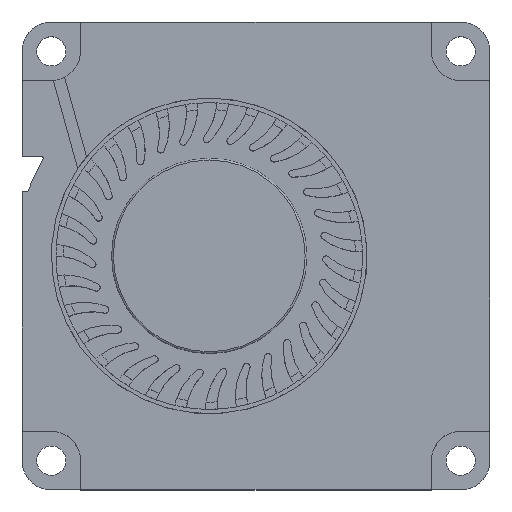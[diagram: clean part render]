
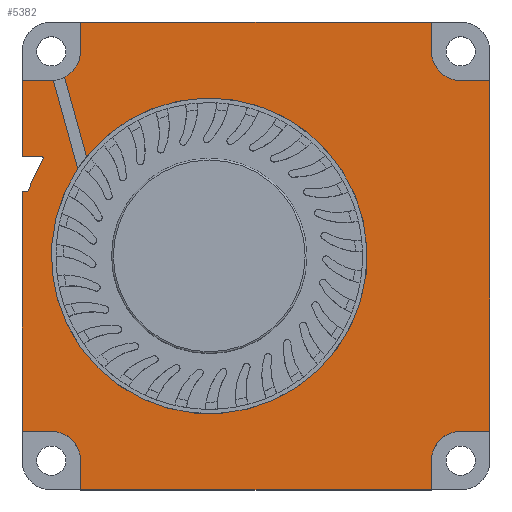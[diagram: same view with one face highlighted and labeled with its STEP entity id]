
A CAD part, top view. The second image highlights one B-rep face of the part: STEP entity #5382.
In plain terms, the highlighted planar face has unit normal (0, 0, 1).
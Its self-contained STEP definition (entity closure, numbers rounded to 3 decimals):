
#70=PLANE('',#5742);
#224=FACE_OUTER_BOUND('',#526,.T.);
#526=EDGE_LOOP('',(#3680,#3681,#3682,#3683,#3684,#3685,#3686,#3687,#3688,
#3689,#3690,#3691,#3692,#3693,#3694,#3695,#3696,#3697,#3698,#3699,#3700,
#3701,#3702,#3703,#3704,#3705));
#867=LINE('',#8586,#1250);
#873=LINE('',#8607,#1256);
#877=LINE('',#8616,#1260);
#880=LINE('',#8627,#1263);
#881=LINE('',#8628,#1264);
#882=LINE('',#8630,#1265);
#883=LINE('',#8632,#1266);
#884=LINE('',#8634,#1267);
#885=LINE('',#8638,#1268);
#886=LINE('',#8640,#1269);
#887=LINE('',#8642,#1270);
#888=LINE('',#8646,#1271);
#889=LINE('',#8648,#1272);
#890=LINE('',#8650,#1273);
#891=LINE('',#8654,#1274);
#892=LINE('',#8656,#1275);
#893=LINE('',#8658,#1276);
#1250=VECTOR('',#6679,10.);
#1256=VECTOR('',#6699,10.);
#1260=VECTOR('',#6705,10.);
#1263=VECTOR('',#6718,10.);
#1264=VECTOR('',#6719,10.);
#1265=VECTOR('',#6720,10.);
#1266=VECTOR('',#6721,10.);
#1267=VECTOR('',#6722,10.);
#1268=VECTOR('',#6725,10.);
#1269=VECTOR('',#6726,10.);
#1270=VECTOR('',#6727,10.);
#1271=VECTOR('',#6730,10.);
#1272=VECTOR('',#6731,10.);
#1273=VECTOR('',#6732,10.);
#1274=VECTOR('',#6735,10.);
#1275=VECTOR('',#6736,10.);
#1276=VECTOR('',#6737,10.);
#1610=CIRCLE('',#5728,0.15);
#1612=CIRCLE('',#5732,0.15);
#1615=CIRCLE('',#5736,16.447);
#1618=CIRCLE('',#5743,2.5);
#1619=CIRCLE('',#5744,2.5);
#1620=CIRCLE('',#5745,2.5);
#1621=CIRCLE('',#5746,2.5);
#1622=CIRCLE('',#5747,2.5);
#1623=CIRCLE('',#5748,13.5);
#2115=VERTEX_POINT('',#8576);
#2116=VERTEX_POINT('',#8577);
#2119=VERTEX_POINT('',#8585);
#2121=VERTEX_POINT('',#8591);
#2122=VERTEX_POINT('',#8592);
#2125=VERTEX_POINT('',#8603);
#2127=VERTEX_POINT('',#8606);
#2129=VERTEX_POINT('',#8612);
#2131=VERTEX_POINT('',#8615);
#2133=VERTEX_POINT('',#8624);
#2134=VERTEX_POINT('',#8626);
#2135=VERTEX_POINT('',#8629);
#2136=VERTEX_POINT('',#8631);
#2137=VERTEX_POINT('',#8633);
#2138=VERTEX_POINT('',#8635);
#2139=VERTEX_POINT('',#8637);
#2140=VERTEX_POINT('',#8639);
#2141=VERTEX_POINT('',#8641);
#2142=VERTEX_POINT('',#8643);
#2143=VERTEX_POINT('',#8645);
#2144=VERTEX_POINT('',#8647);
#2145=VERTEX_POINT('',#8649);
#2146=VERTEX_POINT('',#8651);
#2147=VERTEX_POINT('',#8653);
#2148=VERTEX_POINT('',#8655);
#2149=VERTEX_POINT('',#8657);
#2725=EDGE_CURVE('',#2115,#2116,#1610,.T.);
#2729=EDGE_CURVE('',#2119,#2116,#867,.T.);
#2732=EDGE_CURVE('',#2121,#2122,#1612,.T.);
#2737=EDGE_CURVE('',#2115,#2122,#1615,.T.);
#2739=EDGE_CURVE('',#2127,#2125,#873,.T.);
#2743=EDGE_CURVE('',#2131,#2129,#877,.T.);
#2748=EDGE_CURVE('',#2133,#2125,#1618,.T.);
#2749=EDGE_CURVE('',#2133,#2134,#880,.T.);
#2750=EDGE_CURVE('',#2134,#2119,#881,.T.);
#2751=EDGE_CURVE('',#2121,#2135,#882,.T.);
#2752=EDGE_CURVE('',#2135,#2136,#883,.T.);
#2753=EDGE_CURVE('',#2136,#2137,#884,.T.);
#2754=EDGE_CURVE('',#2138,#2137,#1619,.T.);
#2755=EDGE_CURVE('',#2138,#2139,#885,.T.);
#2756=EDGE_CURVE('',#2139,#2140,#886,.T.);
#2757=EDGE_CURVE('',#2140,#2141,#887,.T.);
#2758=EDGE_CURVE('',#2142,#2141,#1620,.T.);
#2759=EDGE_CURVE('',#2142,#2143,#888,.T.);
#2760=EDGE_CURVE('',#2143,#2144,#889,.T.);
#2761=EDGE_CURVE('',#2144,#2145,#890,.T.);
#2762=EDGE_CURVE('',#2146,#2145,#1621,.T.);
#2763=EDGE_CURVE('',#2146,#2147,#891,.T.);
#2764=EDGE_CURVE('',#2147,#2148,#892,.T.);
#2765=EDGE_CURVE('',#2148,#2149,#893,.T.);
#2766=EDGE_CURVE('',#2131,#2149,#1622,.T.);
#2767=EDGE_CURVE('',#2129,#2127,#1623,.T.);
#3680=ORIENTED_EDGE('',*,*,#2739,.T.);
#3681=ORIENTED_EDGE('',*,*,#2748,.F.);
#3682=ORIENTED_EDGE('',*,*,#2749,.T.);
#3683=ORIENTED_EDGE('',*,*,#2750,.T.);
#3684=ORIENTED_EDGE('',*,*,#2729,.T.);
#3685=ORIENTED_EDGE('',*,*,#2725,.F.);
#3686=ORIENTED_EDGE('',*,*,#2737,.T.);
#3687=ORIENTED_EDGE('',*,*,#2732,.F.);
#3688=ORIENTED_EDGE('',*,*,#2751,.T.);
#3689=ORIENTED_EDGE('',*,*,#2752,.T.);
#3690=ORIENTED_EDGE('',*,*,#2753,.T.);
#3691=ORIENTED_EDGE('',*,*,#2754,.F.);
#3692=ORIENTED_EDGE('',*,*,#2755,.T.);
#3693=ORIENTED_EDGE('',*,*,#2756,.T.);
#3694=ORIENTED_EDGE('',*,*,#2757,.T.);
#3695=ORIENTED_EDGE('',*,*,#2758,.F.);
#3696=ORIENTED_EDGE('',*,*,#2759,.T.);
#3697=ORIENTED_EDGE('',*,*,#2760,.T.);
#3698=ORIENTED_EDGE('',*,*,#2761,.T.);
#3699=ORIENTED_EDGE('',*,*,#2762,.F.);
#3700=ORIENTED_EDGE('',*,*,#2763,.T.);
#3701=ORIENTED_EDGE('',*,*,#2764,.T.);
#3702=ORIENTED_EDGE('',*,*,#2765,.T.);
#3703=ORIENTED_EDGE('',*,*,#2766,.F.);
#3704=ORIENTED_EDGE('',*,*,#2743,.T.);
#3705=ORIENTED_EDGE('',*,*,#2767,.T.);
#5382=ADVANCED_FACE('',(#224),#70,.T.);
#5728=AXIS2_PLACEMENT_3D('',#8578,#6671,#6672);
#5732=AXIS2_PLACEMENT_3D('',#8593,#6684,#6685);
#5736=AXIS2_PLACEMENT_3D('',#8601,#6694,#6695);
#5742=AXIS2_PLACEMENT_3D('',#8623,#6714,#6715);
#5743=AXIS2_PLACEMENT_3D('',#8625,#6716,#6717);
#5744=AXIS2_PLACEMENT_3D('',#8636,#6723,#6724);
#5745=AXIS2_PLACEMENT_3D('',#8644,#6728,#6729);
#5746=AXIS2_PLACEMENT_3D('',#8652,#6733,#6734);
#5747=AXIS2_PLACEMENT_3D('',#8659,#6738,#6739);
#5748=AXIS2_PLACEMENT_3D('',#8660,#6740,#6741);
#6671=DIRECTION('center_axis',(0.,0.,1.));
#6672=DIRECTION('ref_axis',(0.867,0.498,0.));
#6679=DIRECTION('',(1.,0.,0.));
#6684=DIRECTION('center_axis',(0.,0.,1.));
#6685=DIRECTION('ref_axis',(0.574,-0.819,0.));
#6694=DIRECTION('center_axis',(0.,0.,1.));
#6695=DIRECTION('ref_axis',(-1.,0.,0.));
#6699=DIRECTION('',(-0.266,0.964,0.));
#6705=DIRECTION('',(0.266,-0.964,0.));
#6714=DIRECTION('center_axis',(0.,0.,1.));
#6715=DIRECTION('ref_axis',(1.,0.,0.));
#6716=DIRECTION('center_axis',(0.,0.,1.));
#6717=DIRECTION('ref_axis',(0.707,-0.707,0.));
#6718=DIRECTION('',(-1.,0.,0.));
#6719=DIRECTION('',(0.,-1.,0.));
#6720=DIRECTION('',(-1.,0.,0.));
#6721=DIRECTION('',(0.,-1.,0.));
#6722=DIRECTION('',(1.,0.,0.));
#6723=DIRECTION('center_axis',(0.,0.,1.));
#6724=DIRECTION('ref_axis',(0.707,0.707,0.));
#6725=DIRECTION('',(0.,-1.,0.));
#6726=DIRECTION('',(1.,0.,0.));
#6727=DIRECTION('',(0.,1.,0.));
#6728=DIRECTION('center_axis',(0.,0.,1.));
#6729=DIRECTION('ref_axis',(-0.707,0.707,0.));
#6730=DIRECTION('',(1.,0.,0.));
#6731=DIRECTION('',(0.,1.,0.));
#6732=DIRECTION('',(-1.,0.,0.));
#6733=DIRECTION('center_axis',(0.,0.,1.));
#6734=DIRECTION('ref_axis',(-0.707,-0.707,0.));
#6735=DIRECTION('',(0.,1.,0.));
#6736=DIRECTION('',(-1.,0.,0.));
#6737=DIRECTION('',(0.,-1.,0.));
#6738=DIRECTION('center_axis',(0.,0.,1.));
#6739=DIRECTION('ref_axis',(0.707,-0.707,0.));
#6740=DIRECTION('center_axis',(0.,0.,-1.));
#6741=DIRECTION('ref_axis',(-1.,0.,0.));
#8576=CARTESIAN_POINT('',(-18.214,8.275,10.));
#8577=CARTESIAN_POINT('',(-18.343,8.5,10.));
#8578=CARTESIAN_POINT('Origin',(-18.343,8.35,10.));
#8585=CARTESIAN_POINT('',(-20.,8.5,10.));
#8586=CARTESIAN_POINT('',(-10.,8.5,10.));
#8591=CARTESIAN_POINT('',(-19.606,5.5,10.));
#8592=CARTESIAN_POINT('',(-19.465,5.599,10.));
#8593=CARTESIAN_POINT('Origin',(-19.606,5.65,10.));
#8601=CARTESIAN_POINT('Origin',(-4.,0.,10.));
#8603=CARTESIAN_POINT('',(-17.329,15.006,10.));
#8606=CARTESIAN_POINT('',(-15.246,7.468,10.));
#8607=CARTESIAN_POINT('',(-13.746,2.042,10.));
#8612=CARTESIAN_POINT('',(-14.492,8.495,10.));
#8615=CARTESIAN_POINT('',(-16.366,15.272,10.));
#8616=CARTESIAN_POINT('',(-14.15,7.257,10.));
#8623=CARTESIAN_POINT('Origin',(0.,0.,10.));
#8624=CARTESIAN_POINT('',(-17.5,15.,10.));
#8625=CARTESIAN_POINT('Origin',(-17.5,17.5,10.));
#8626=CARTESIAN_POINT('',(-20.,15.,10.));
#8627=CARTESIAN_POINT('',(-7.5,15.,10.));
#8628=CARTESIAN_POINT('',(-20.,20.,10.));
#8629=CARTESIAN_POINT('',(-20.,5.5,10.));
#8630=CARTESIAN_POINT('',(-9.75,5.5,10.));
#8631=CARTESIAN_POINT('',(-20.,-15.,10.));
#8632=CARTESIAN_POINT('',(-20.,20.,10.));
#8633=CARTESIAN_POINT('',(-17.5,-15.,10.));
#8634=CARTESIAN_POINT('',(-10.,-15.,10.));
#8635=CARTESIAN_POINT('',(-15.,-17.5,10.));
#8636=CARTESIAN_POINT('Origin',(-17.5,-17.5,10.));
#8637=CARTESIAN_POINT('',(-15.,-20.,10.));
#8638=CARTESIAN_POINT('',(-15.,-7.5,10.));
#8639=CARTESIAN_POINT('',(15.,-20.,10.));
#8640=CARTESIAN_POINT('',(-20.,-20.,10.));
#8641=CARTESIAN_POINT('',(15.,-17.5,10.));
#8642=CARTESIAN_POINT('',(15.,-10.,10.));
#8643=CARTESIAN_POINT('',(17.5,-15.,10.));
#8644=CARTESIAN_POINT('Origin',(17.5,-17.5,10.));
#8645=CARTESIAN_POINT('',(20.,-15.,10.));
#8646=CARTESIAN_POINT('',(7.5,-15.,10.));
#8647=CARTESIAN_POINT('',(20.,15.,10.));
#8648=CARTESIAN_POINT('',(20.,-20.,10.));
#8649=CARTESIAN_POINT('',(17.5,15.,10.));
#8650=CARTESIAN_POINT('',(10.,15.,10.));
#8651=CARTESIAN_POINT('',(15.,17.5,10.));
#8652=CARTESIAN_POINT('Origin',(17.5,17.5,10.));
#8653=CARTESIAN_POINT('',(15.,20.,10.));
#8654=CARTESIAN_POINT('',(15.,7.5,10.));
#8655=CARTESIAN_POINT('',(-15.,20.,10.));
#8656=CARTESIAN_POINT('',(20.,20.,10.));
#8657=CARTESIAN_POINT('',(-15.,17.5,10.));
#8658=CARTESIAN_POINT('',(-15.,10.,10.));
#8659=CARTESIAN_POINT('Origin',(-17.5,17.5,10.));
#8660=CARTESIAN_POINT('Origin',(-4.,0.,10.));
